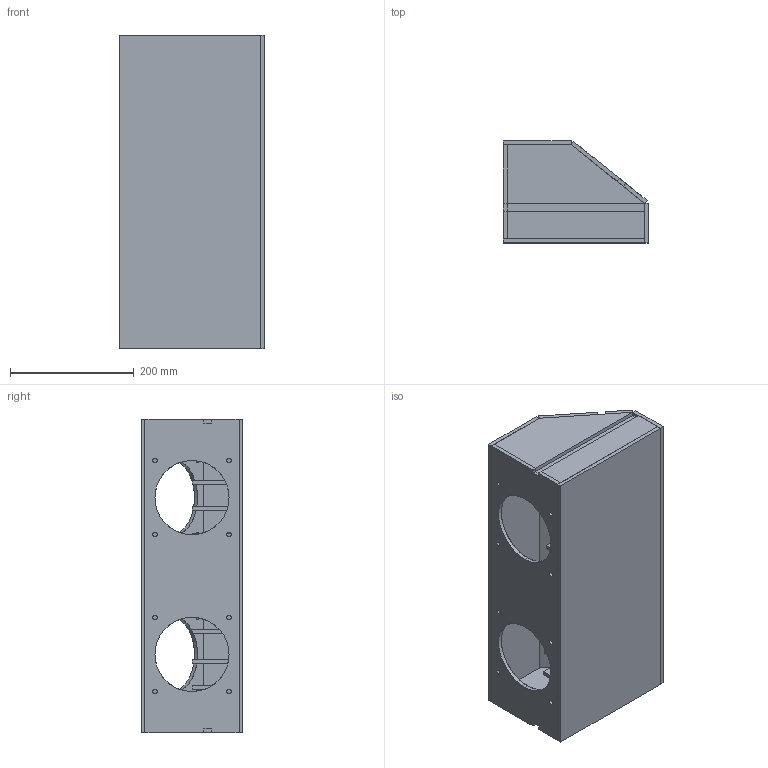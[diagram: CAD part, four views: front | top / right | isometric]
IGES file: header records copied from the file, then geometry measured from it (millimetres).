
Start section: SolidWorks IGES file using analytic representation for surfaces
Global section: file name: E-Core (for Heat Transfer).IGS; native system: SolidWorks 2011; preprocessor: SolidWorks 2011; author: labuser; date: 111003.131855; units: inch
Bounding box: 234.95 x 165.1 x 508 mm (x, y, z)
Surface area: 1003368 mm2 (no closed solid volume)
Topology: 0 solids, 0 shells, 174 faces, 2280 edges, 2280 vertices
Faces by surface type: bspline 134, revolution 40
